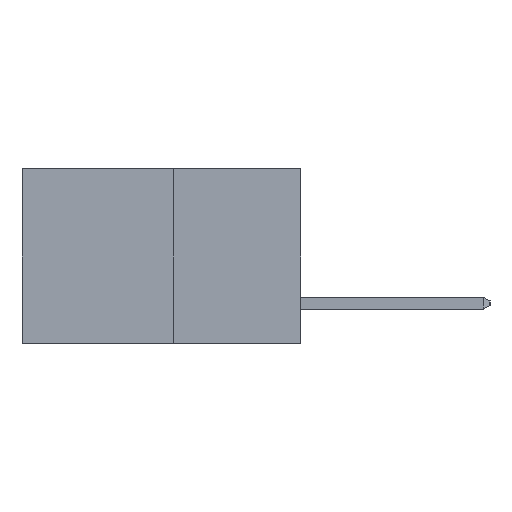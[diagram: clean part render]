
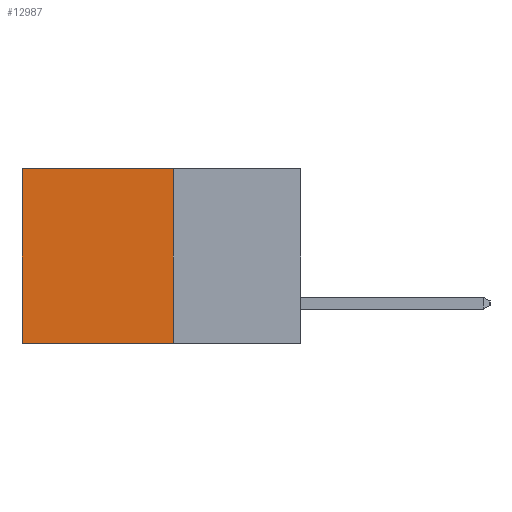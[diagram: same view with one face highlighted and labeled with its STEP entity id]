
A CAD part, left-side view. The second image highlights one B-rep face of the part: STEP entity #12987.
In plain terms, the highlighted planar face has unit normal (-1, 0, 0).
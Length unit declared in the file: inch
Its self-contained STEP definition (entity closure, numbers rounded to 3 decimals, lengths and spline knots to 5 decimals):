
#593 = EDGE_LOOP ( 'NONE', ( #5443, #11013, #1733, #16017 ) ) ;
#1262 = EDGE_CURVE ( 'NONE', #4316, #16974, #9500, .T. ) ;
#1511 = VECTOR ( 'NONE', #7717, 39.37008 ) ;
#1733 = ORIENTED_EDGE ( 'NONE', *, *, #8264, .F. ) ;
#1791 = FACE_OUTER_BOUND ( 'NONE', #593, .T. ) ;
#1857 = EDGE_CURVE ( 'NONE', #13236, #4316, #16014, .T. ) ;
#2015 = DIRECTION ( 'NONE',  ( 1., 0., 0. ) ) ;
#2231 = CARTESIAN_POINT ( 'NONE',  ( 0.277, 0.27, 0. ) ) ;
#2349 = DIRECTION ( 'NONE',  ( 0., 1., 0. ) ) ;
#2697 = DIRECTION ( 'NONE',  ( 0., 1., 0. ) ) ;
#3068 = VERTEX_POINT ( 'NONE', #13330 ) ;
#3443 = CARTESIAN_POINT ( 'NONE',  ( 0.277, 0.27, -0.37 ) ) ;
#4009 = VECTOR ( 'NONE', #2697, 39.37008 ) ;
#4167 = VECTOR ( 'NONE', #2349, 39.37008 ) ;
#4316 = VERTEX_POINT ( 'NONE', #11122 ) ;
#5443 = ORIENTED_EDGE ( 'NONE', *, *, #1262, .T. ) ;
#6713 = CARTESIAN_POINT ( 'NONE',  ( 0.277, 0.59, -0.37 ) ) ;
#7717 = DIRECTION ( 'NONE',  ( 0., 0., -1. ) ) ;
#8264 = EDGE_CURVE ( 'NONE', #13236, #3068, #9689, .T. ) ;
#9500 = LINE ( 'NONE', #13178, #13329 ) ;
#9689 = LINE ( 'NONE', #14820, #1511 ) ;
#10678 = PLANE ( 'NONE',  #14188 ) ;
#11013 = ORIENTED_EDGE ( 'NONE', *, *, #16064, .F. ) ;
#11122 = CARTESIAN_POINT ( 'NONE',  ( 0.277, 0.59, 0. ) ) ;
#11269 = CARTESIAN_POINT ( 'NONE',  ( 0.277, 0.27, -0.37 ) ) ;
#11642 = LINE ( 'NONE', #11269, #4009 ) ;
#12104 = DIRECTION ( 'NONE',  ( 0., 0., -1. ) ) ;
#12938 = DIRECTION ( 'NONE',  ( 0., 0., -1. ) ) ;
#12987 = ADVANCED_FACE ( 'NONE', ( #1791 ), #10678, .F. ) ;
#13178 = CARTESIAN_POINT ( 'NONE',  ( 0.277, 0.59, -0.37 ) ) ;
#13236 = VERTEX_POINT ( 'NONE', #15003 ) ;
#13329 = VECTOR ( 'NONE', #12938, 39.37008 ) ;
#13330 = CARTESIAN_POINT ( 'NONE',  ( 0.277, 0.27, -0.37 ) ) ;
#14188 = AXIS2_PLACEMENT_3D ( 'NONE', #3443, #2015, #12104 ) ;
#14820 = CARTESIAN_POINT ( 'NONE',  ( 0.277, 0.27, -0.37 ) ) ;
#15003 = CARTESIAN_POINT ( 'NONE',  ( 0.277, 0.27, 0. ) ) ;
#16014 = LINE ( 'NONE', #2231, #4167 ) ;
#16017 = ORIENTED_EDGE ( 'NONE', *, *, #1857, .T. ) ;
#16064 = EDGE_CURVE ( 'NONE', #3068, #16974, #11642, .T. ) ;
#16974 = VERTEX_POINT ( 'NONE', #6713 ) ;
